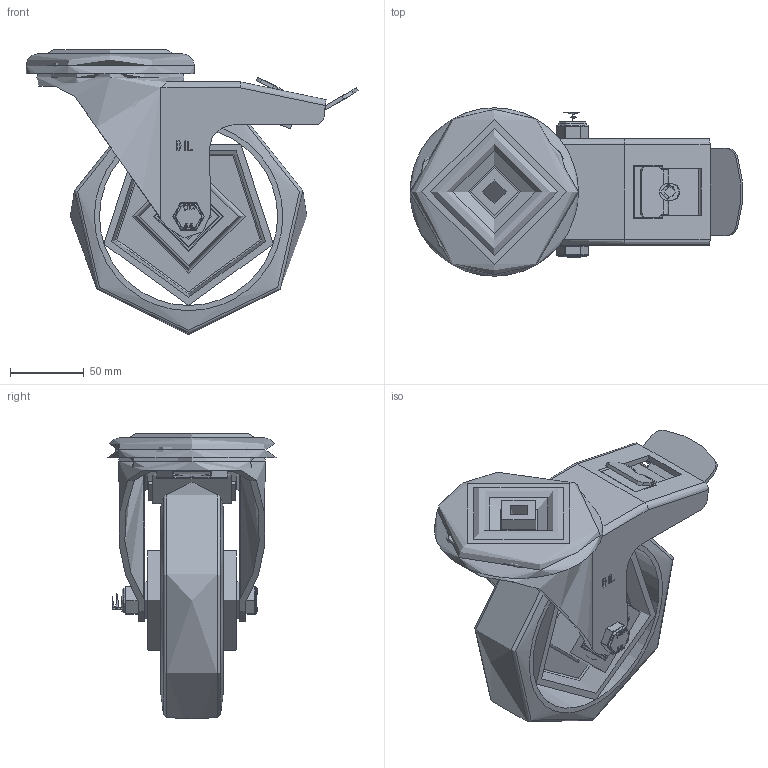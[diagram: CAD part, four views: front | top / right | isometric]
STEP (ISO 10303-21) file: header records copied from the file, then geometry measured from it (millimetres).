
FILE_DESCRIPTION(/* description */ (''),/* implementation_level */ '2;1');
FILE_NAME(/* name */ 'BZMM160RNBJBH16SWB.step',/* time_stamp */ '2024-10-07T15:38:24+01:00',/* author */ (''),/* organization */ (''),/* preprocessor_version */ 'ST-DEVELOPER v20',/* originating_system */ 'Autodesk Translation Framework v13.20.0.188',/* authorisation */ '');
FILE_SCHEMA (('AUTOMOTIVE_DESIGN { 1 0 10303 214 3 1 1 }'));
Length unit declared in the file: millimetre
Products named in the file (32): BZMM160RNBJBH16SWB; BZMM150ASBH16SWB - 64 v1; ZINC PLATED, PRESSED STEEL HEAD; ZINC PLATED, PRESSED STEEL FORKS; BRAKE PAD; ZINC PLATED, PRESSED STEEL BRAKE PEDAL; ZINC PLATED, PRESSED STEEL BRAKE PEDAL Geometry; WASHER; BRAKE BOLT; BZH160WRNBJM20 v1; 75 SHORE A ELASTIC RUBBER TYRE; NYLON RIM; BEARING SPACER; BEARING6204; BALL BEARINGS; BEARING6204 (1); BALL BEARINGS (1); Component3; INNER; OUTER; MIDDLE; RUBBER; TH20X2X12 v1; ZINC PLATED HEADED SPACER; TH20X2X12 v1 (1); ZINC PLATED HEADED SPACER (1); HEXBOLTM12X90Z8.8 v2; GRADE 8.8 ZINC PLATED BOLT; NYLOCM12Z v1; NYLOC NUT; NUT; RUBBER (1)
Assembly tree (50 placements, depth 5):
  BZMM160RNBJBH16SWB
    BZMM150ASBH16SWB - 64 v1
      ZINC PLATED, PRESSED STEEL HEAD
      ZINC PLATED, PRESSED STEEL FORKS
      BRAKE PAD
      ZINC PLATED, PRESSED STEEL BRAKE PEDAL
        ZINC PLATED, PRESSED STEEL BRAKE PEDAL Geometry
        WASHER
        BRAKE BOLT
    BZH160WRNBJM20 v1
      75 SHORE A ELASTIC RUBBER TYRE
      NYLON RIM
      BEARING SPACER
      BEARING6204
        INNER
        OUTER
        BALL BEARINGS
          Component3  x8
        MIDDLE
        RUBBER
      BEARING6204 (1)
        BALL BEARINGS (1)
          Component3  x8
        INNER
        OUTER
        MIDDLE
        RUBBER
    TH20X2X12 v1
      ZINC PLATED HEADED SPACER
    TH20X2X12 v1 (1)
      ZINC PLATED HEADED SPACER (1)
    HEXBOLTM12X90Z8.8 v2
      GRADE 8.8 ZINC PLATED BOLT
    NYLOCM12Z v1
      NYLOC NUT
        NUT
        RUBBER (1)
Bounding box: 224.62 x 114 x 192.91 mm (x, y, z)
Volume: 904283 mm3; surface area: 291323 mm2
Topology: 40 solids, 40 shells, 1257 faces, 3207 edges, 2122 vertices
Faces by surface type: plane 558, bspline 338, cylinder 252, sphere 66, torus 31, cone 12
Full cylindrical faces by diameter (mm): 8 x11, 9.836 x16, 10 x1, 10.273 x1, 11.834 x16, 12 x3, 12.2 x4, 14 x2, 15.273 x1, 16.2 x1, 17.75 x1, 18.5 x1, 19.8 x2, 20 x3, 24 x1, 25 x2, 27 x2, 28.5 x8, 30.8 x4, 31.3 x4, 32.5 x3, 40.3 x4, 40.5 x4, 40.8 x4, 41 x1, 42 x11, 47 x5, 51.5 x1, 74 x1, 91.5 x1
Entity records: 39251 total; most frequent: CARTESIAN_POINT 17803, ORIENTED_EDGE 4488, DIRECTION 3795, EDGE_CURVE 2244, VERTEX_POINT 1484, AXIS2_PLACEMENT_3D 1338, LINE 1119, VECTOR 1119
